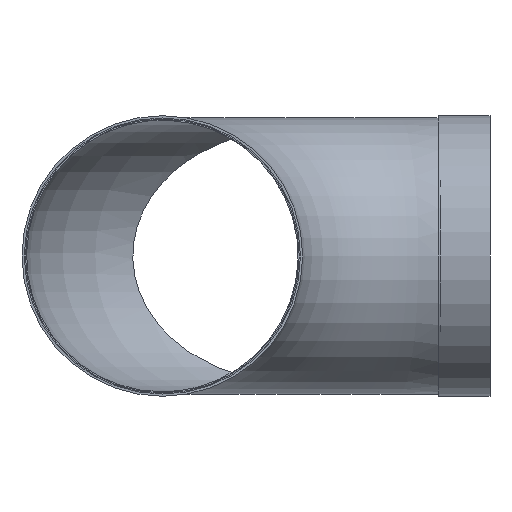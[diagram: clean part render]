
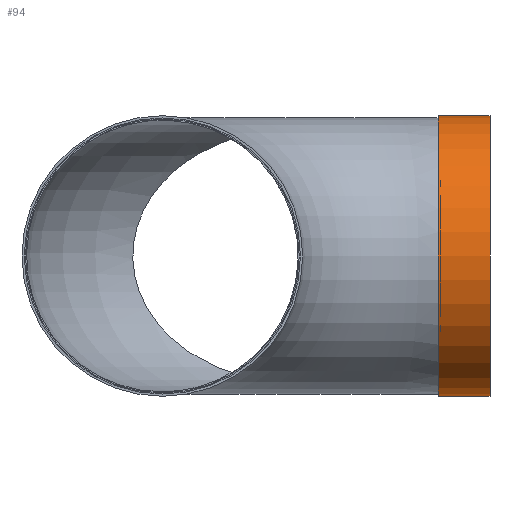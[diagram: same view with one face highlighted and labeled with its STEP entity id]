
A CAD part, left-side view. The second image highlights one B-rep face of the part: STEP entity #94.
In plain terms, the highlighted cylindrical face has radius 142.3 mm (diameter 284.6 mm), a full revolution.
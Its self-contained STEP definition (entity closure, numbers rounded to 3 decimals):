
#94 = ADVANCED_FACE( '', ( #195, #196 ), #197, .T. );
#195 = FACE_OUTER_BOUND( '', #301, .T. );
#196 = FACE_OUTER_BOUND( '', #302, .T. );
#197 = CYLINDRICAL_SURFACE( '', #303, 142.3 );
#301 = EDGE_LOOP( '', ( #424 ) );
#302 = EDGE_LOOP( '', ( #425 ) );
#303 = AXIS2_PLACEMENT_3D( '', #426, #427, #428 );
#424 = ORIENTED_EDGE( '', *, *, #528, .T. );
#425 = ORIENTED_EDGE( '', *, *, #529, .F. );
#426 = CARTESIAN_POINT( '', ( 0., 0., 0. ) );
#427 = DIRECTION( '', ( 0., 1., 0. ) );
#428 = DIRECTION( '', ( 0., 0., -1. ) );
#528 = EDGE_CURVE( '', #596, #596, #597, .T. );
#529 = EDGE_CURVE( '', #598, #598, #599, .T. );
#596 = VERTEX_POINT( '', #1367 );
#597 = CIRCLE( '', #1368, 142.3 );
#598 = VERTEX_POINT( '', #1369 );
#599 = CIRCLE( '', #1370, 142.3 );
#1367 = CARTESIAN_POINT( '', ( 0., 52.3, -142.3 ) );
#1368 = AXIS2_PLACEMENT_3D( '', #1748, #1749, #1750 );
#1369 = CARTESIAN_POINT( '', ( 0., 0., -142.3 ) );
#1370 = AXIS2_PLACEMENT_3D( '', #1751, #1752, #1753 );
#1748 = CARTESIAN_POINT( '', ( 0., 52.3, 0. ) );
#1749 = DIRECTION( '', ( 0., -1., 0. ) );
#1750 = DIRECTION( '', ( 0., 0., -1. ) );
#1751 = CARTESIAN_POINT( '', ( 0., 0., 0. ) );
#1752 = DIRECTION( '', ( 0., -1., 0. ) );
#1753 = DIRECTION( '', ( 0., 0., -1. ) );
